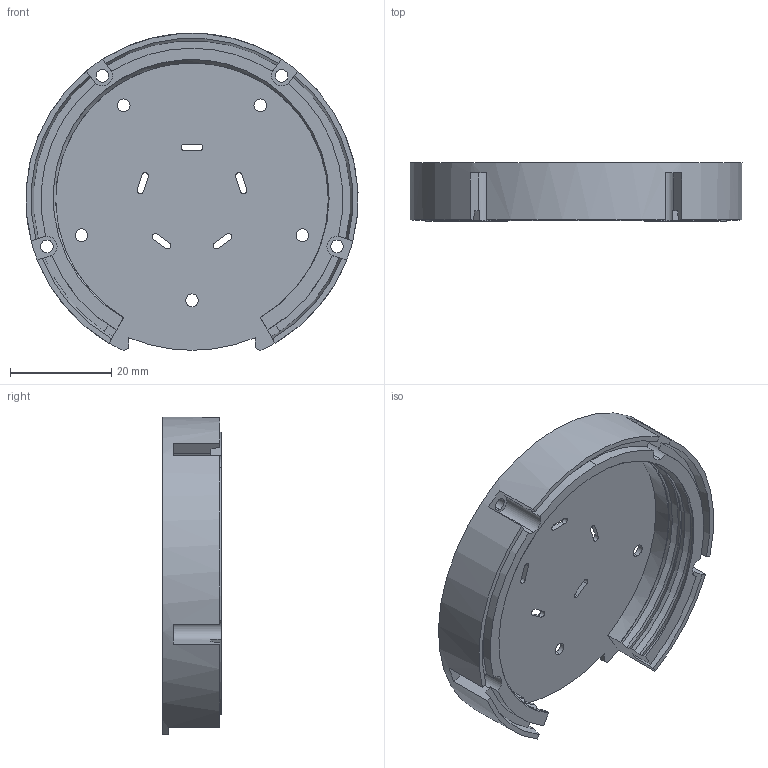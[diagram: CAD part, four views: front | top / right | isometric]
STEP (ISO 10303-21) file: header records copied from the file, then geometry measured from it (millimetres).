
FILE_DESCRIPTION (( 'STEP AP214' ), '1' );
FILE_NAME ('萇喀累狟裔.STEP', '2022-12-05T13:13:22', ( '' ), ( '' ), 'SwSTEP 2.0', 'SolidWorks 2022', '' );
FILE_SCHEMA (( 'AUTOMOTIVE_DESIGN' ));
Length unit declared in the file: millimetre
Products named in the file (1): 萇喀累狟裔
Bounding box: 65.74 x 11.5 x 62.92 mm (x, y, z)
Volume: 11394.8 mm3; surface area: 11118.7 mm2
Topology: 1 solids, 1 shells, 114 faces, 334 edges, 222 vertices
Faces by surface type: cylinder 53, plane 46, bspline 9, cone 6
Entity records: 8249 total; most frequent: CARTESIAN_POINT 5104, ORIENTED_EDGE 668, DIRECTION 638, EDGE_CURVE 334, AXIS2_PLACEMENT_3D 239, VERTEX_POINT 222, LINE 160, VECTOR 160
